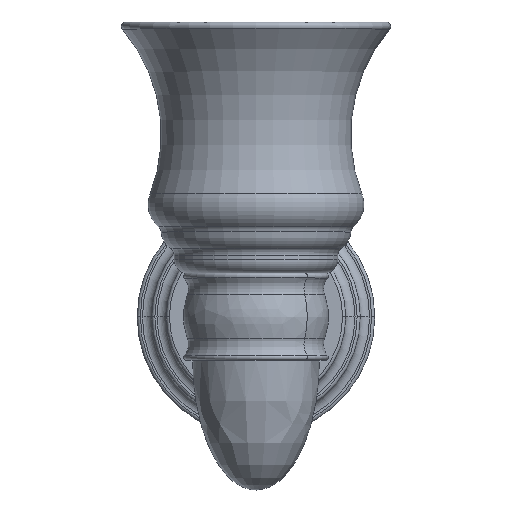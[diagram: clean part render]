
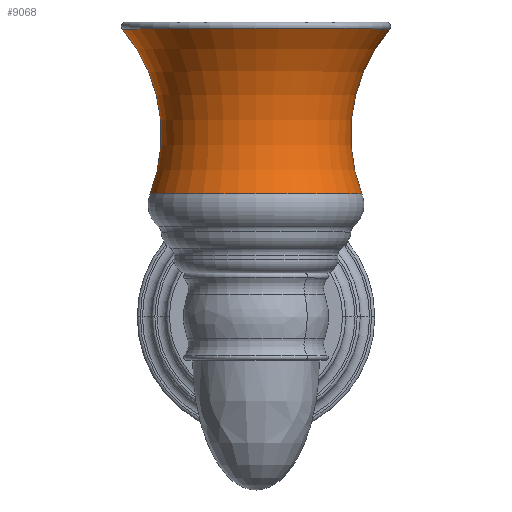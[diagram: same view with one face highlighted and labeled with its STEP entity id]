
A CAD part, top view. The second image highlights one B-rep face of the part: STEP entity #9068.
In plain terms, the highlighted toroidal (fillet/blend) face has major radius 124.12 mm and minor radius 78.486 mm.
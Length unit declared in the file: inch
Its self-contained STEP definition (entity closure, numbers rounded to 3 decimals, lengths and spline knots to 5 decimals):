
#8619=CARTESIAN_POINT('',(4.88661,3.44882,3.29066));
#8620=DIRECTION('',(0.,0.,-1.));
#8621=DIRECTION('',(-0.932,-0.363,0.));
#8622=AXIS2_PLACEMENT_3D('',#8619,#8620,#8621);
#8629=CARTESIAN_POINT('',(-4.88661,3.44882,3.29066));
#8630=DIRECTION('',(0.,0.,1.));
#8631=DIRECTION('',(0.932,-0.363,0.));
#8632=AXIS2_PLACEMENT_3D('',#8629,#8630,#8631);
#8639=CARTESIAN_POINT('',(0.,2.32693,3.29066));
#8640=DIRECTION('',(0.,-1.,0.));
#8641=DIRECTION('',(1.,0.,0.));
#8642=AXIS2_PLACEMENT_3D('',#8639,#8640,#8641);
#8644=CARTESIAN_POINT('',(0.,5.45155,3.29066));
#8645=DIRECTION('',(0.,1.,0.));
#8646=DIRECTION('',(-1.,0.,0.));
#8647=AXIS2_PLACEMENT_3D('',#8644,#8645,#8646);
#8815=CARTESIAN_POINT('',(2.00747,2.32693,3.29066));
#8816=CARTESIAN_POINT('',(-2.00747,2.32693,3.29066));
#8817=VERTEX_POINT('',#8815);
#8818=VERTEX_POINT('',#8816);
#8831=CARTESIAN_POINT('',(2.53349,5.45155,3.29066));
#8832=VERTEX_POINT('',#8831);
#8833=CARTESIAN_POINT('',(-2.53349,5.45155,3.29066));
#8834=VERTEX_POINT('',#8833);
#9056=CARTESIAN_POINT('',(0.,3.44882,3.29066));
#9057=DIRECTION('',(0.,-1.,0.));
#9058=DIRECTION('',(-1.,0.,0.));
#9059=AXIS2_PLACEMENT_3D('',#9056,#9057,#9058);
#9060=TOROIDAL_SURFACE('',#9059,4.88661,3.09);
#9061=ORIENTED_EDGE('',*,*,#9046,.F.);
#9062=ORIENTED_EDGE('',*,*,#9008,.T.);
#9063=ORIENTED_EDGE('',*,*,#9050,.T.);
#9065=ORIENTED_EDGE('',*,*,#9064,.T.);
#9066=EDGE_LOOP('',(#9061,#9062,#9063,#9065));
#9067=FACE_OUTER_BOUND('',#9066,.F.);
#9068=ADVANCED_FACE('',(#9067),#9060,.F.);
#8623=CIRCLE('',#8622,3.09);
#8633=CIRCLE('',#8632,3.09);
#8643=CIRCLE('',#8642,2.00747);
#8648=CIRCLE('',#8647,2.53349);
#9008=EDGE_CURVE('',#8817,#8818,#8643,.T.);
#9046=EDGE_CURVE('',#8817,#8832,#8623,.T.);
#9050=EDGE_CURVE('',#8818,#8834,#8633,.T.);
#9064=EDGE_CURVE('',#8834,#8832,#8648,.T.);
